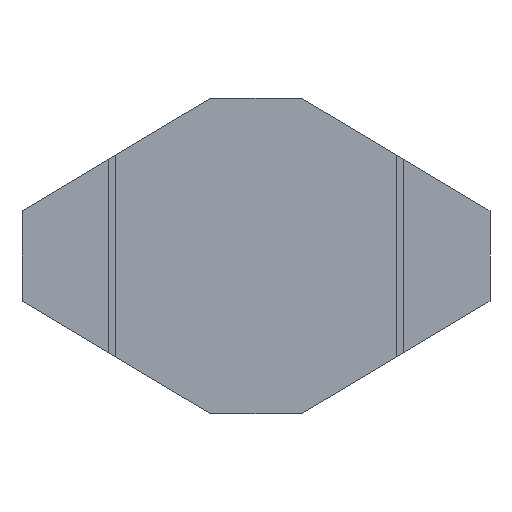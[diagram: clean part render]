
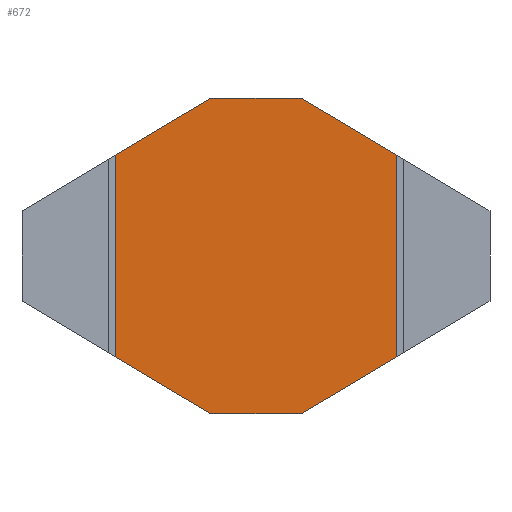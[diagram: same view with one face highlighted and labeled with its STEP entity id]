
A CAD part, front view. The second image highlights one B-rep face of the part: STEP entity #672.
In plain terms, the highlighted planar face has unit normal (0, -1, 0).
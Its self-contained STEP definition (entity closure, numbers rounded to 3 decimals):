
#1=DIRECTION('',(0.,0.,1.));
#2=VECTOR('',#1,2.845);
#3=CARTESIAN_POINT('',(1.98,0.,-1.423));
#4=LINE('',#3,#2);
#5=DIRECTION('',(-0.859,0.,-0.512));
#6=VECTOR('',#5,1.566);
#7=CARTESIAN_POINT('',(1.98,0.,-1.423));
#8=LINE('',#7,#6);
#9=DIRECTION('',(-1.,0.,0.));
#10=VECTOR('',#9,1.27);
#11=CARTESIAN_POINT('',(0.635,0.,-2.225));
#12=LINE('',#11,#10);
#13=DIRECTION('',(-0.859,0.,0.512));
#14=VECTOR('',#13,1.566);
#15=CARTESIAN_POINT('',(-0.635,0.,-2.225));
#16=LINE('',#15,#14);
#17=DIRECTION('',(0.,0.,-1.));
#18=VECTOR('',#17,2.845);
#19=CARTESIAN_POINT('',(-1.98,0.,1.423));
#20=LINE('',#19,#18);
#21=DIRECTION('',(0.859,0.,0.512));
#22=VECTOR('',#21,1.566);
#23=CARTESIAN_POINT('',(-1.98,0.,1.423));
#24=LINE('',#23,#22);
#25=DIRECTION('',(1.,0.,0.));
#26=VECTOR('',#25,1.27);
#27=CARTESIAN_POINT('',(-0.635,0.,2.225));
#28=LINE('',#27,#26);
#29=DIRECTION('',(0.859,0.,-0.512));
#30=VECTOR('',#29,1.566);
#31=CARTESIAN_POINT('',(0.635,0.,2.225));
#32=LINE('',#31,#30);
#531=CARTESIAN_POINT('',(-0.635,0.,2.225));
#532=CARTESIAN_POINT('',(0.635,0.,2.225));
#533=VERTEX_POINT('',#531);
#534=VERTEX_POINT('',#532);
#539=CARTESIAN_POINT('',(0.635,0.,-2.225));
#540=CARTESIAN_POINT('',(-0.635,0.,-2.225));
#541=VERTEX_POINT('',#539);
#542=VERTEX_POINT('',#540);
#617=CARTESIAN_POINT('',(1.98,0.,-1.423));
#618=CARTESIAN_POINT('',(1.98,0.,1.423));
#619=VERTEX_POINT('',#617);
#620=VERTEX_POINT('',#618);
#629=CARTESIAN_POINT('',(-1.98,0.,1.423));
#630=CARTESIAN_POINT('',(-1.98,0.,-1.423));
#631=VERTEX_POINT('',#629);
#632=VERTEX_POINT('',#630);
#649=CARTESIAN_POINT('',(0.,0.,0.));
#650=DIRECTION('',(0.,1.,0.));
#651=DIRECTION('',(1.,0.,0.));
#652=AXIS2_PLACEMENT_3D('',#649,#650,#651);
#653=PLANE('',#652);
#655=ORIENTED_EDGE('',*,*,#654,.F.);
#657=ORIENTED_EDGE('',*,*,#656,.T.);
#659=ORIENTED_EDGE('',*,*,#658,.T.);
#661=ORIENTED_EDGE('',*,*,#660,.T.);
#663=ORIENTED_EDGE('',*,*,#662,.F.);
#665=ORIENTED_EDGE('',*,*,#664,.T.);
#667=ORIENTED_EDGE('',*,*,#666,.T.);
#669=ORIENTED_EDGE('',*,*,#668,.T.);
#670=EDGE_LOOP('',(#655,#657,#659,#661,#663,#665,#667,#669));
#671=FACE_OUTER_BOUND('',#670,.F.);
#654=EDGE_CURVE('',#619,#620,#4,.T.);
#656=EDGE_CURVE('',#619,#541,#8,.T.);
#658=EDGE_CURVE('',#541,#542,#12,.T.);
#660=EDGE_CURVE('',#542,#632,#16,.T.);
#662=EDGE_CURVE('',#631,#632,#20,.T.);
#664=EDGE_CURVE('',#631,#533,#24,.T.);
#666=EDGE_CURVE('',#533,#534,#28,.T.);
#668=EDGE_CURVE('',#534,#620,#32,.T.);
#672=ADVANCED_FACE('',(#671),#653,.F.);
